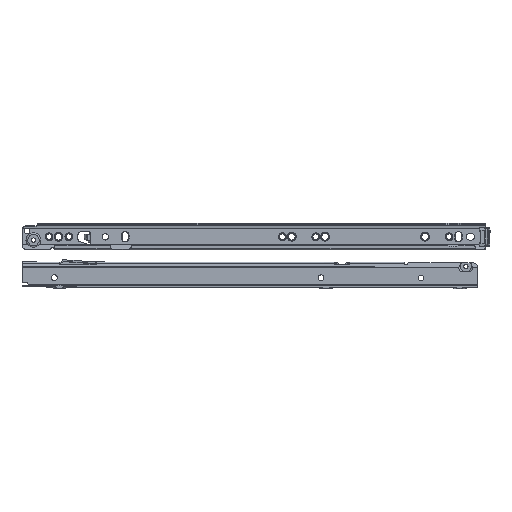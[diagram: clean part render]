
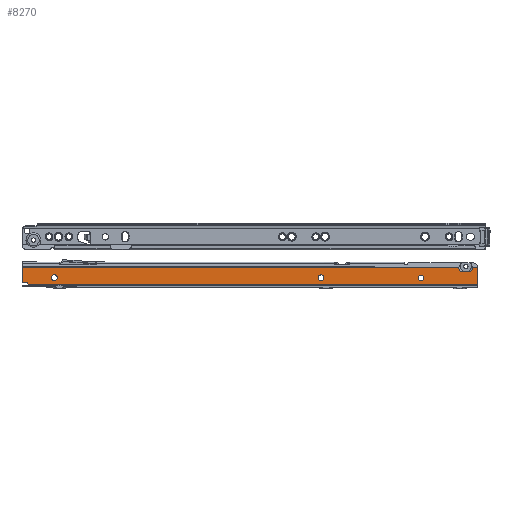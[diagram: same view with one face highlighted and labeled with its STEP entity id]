
A CAD part, top view. The second image highlights one B-rep face of the part: STEP entity #8270.
In plain terms, the highlighted planar face has unit normal (0, 0, 1).
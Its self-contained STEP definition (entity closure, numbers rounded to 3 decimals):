
#988 = EDGE_CURVE ( 'NONE', #7384, #3988, #4019, .T. ) ;
#1521 = DIRECTION ( 'NONE',  ( 0., 0., 1. ) ) ;
#1554 = ORIENTED_EDGE ( 'NONE', *, *, #3274, .T. ) ;
#2096 = EDGE_CURVE ( 'NONE', #22645, #7384, #21642, .T. ) ;
#2165 = VERTEX_POINT ( 'NONE', #22138 ) ;
#2297 = DIRECTION ( 'NONE',  ( -1., 0., 0. ) ) ;
#2629 = DIRECTION ( 'NONE',  ( 0., -1., 0. ) ) ;
#2862 = DIRECTION ( 'NONE',  ( -1., 0., 0. ) ) ;
#2961 = VECTOR ( 'NONE', #13529, 1000. ) ;
#3117 = VECTOR ( 'NONE', #19693, 1000. ) ;
#3274 = EDGE_CURVE ( 'NONE', #6316, #4316, #9205, .T. ) ;
#3402 = CARTESIAN_POINT ( 'NONE',  ( 0., 17.607, 0.23 ) ) ;
#3423 = EDGE_LOOP ( 'NONE', ( #4932, #17766 ) ) ;
#3517 = CARTESIAN_POINT ( 'NONE',  ( 430.875, 13.5, 0.23 ) ) ;
#3558 = DIRECTION ( 'NONE',  ( 0., 0., -1. ) ) ;
#3610 = ORIENTED_EDGE ( 'NONE', *, *, #9872, .T. ) ;
#3988 = VERTEX_POINT ( 'NONE', #3402 ) ;
#4009 = CARTESIAN_POINT ( 'NONE',  ( 0., 2.94, 0.23 ) ) ;
#4019 = LINE ( 'NONE', #10518, #14864 ) ;
#4135 = CARTESIAN_POINT ( 'NONE',  ( 31., 7.5, 0.23 ) ) ;
#4176 = ORIENTED_EDGE ( 'NONE', *, *, #10722, .T. ) ;
#4316 = VERTEX_POINT ( 'NONE', #17107 ) ;
#4342 = CARTESIAN_POINT ( 'NONE',  ( 426., 18.5, 0.23 ) ) ;
#4834 = VECTOR ( 'NONE', #17228, 1000. ) ;
#4932 = ORIENTED_EDGE ( 'NONE', *, *, #17605, .T. ) ;
#5253 = ORIENTED_EDGE ( 'NONE', *, *, #15371, .F. ) ;
#5383 = EDGE_CURVE ( 'NONE', #3988, #21383, #18717, .T. ) ;
#5762 = CARTESIAN_POINT ( 'NONE',  ( 287., 7.5, 0.23 ) ) ;
#5865 = DIRECTION ( 'NONE',  ( 0., 1., 0. ) ) ;
#6020 = VECTOR ( 'NONE', #18501, 1000. ) ;
#6264 = CIRCLE ( 'NONE', #21425, 2.75 ) ;
#6316 = VERTEX_POINT ( 'NONE', #14842 ) ;
#6943 = EDGE_CURVE ( 'NONE', #21219, #16089, #6264, .T. ) ;
#6978 = CARTESIAN_POINT ( 'NONE',  ( 289.75, 7.5, 0.23 ) ) ;
#7158 = DIRECTION ( 'NONE',  ( -1., 0., 0. ) ) ;
#7193 = CARTESIAN_POINT ( 'NONE',  ( 33.75, 7.5, 0.23 ) ) ;
#7342 = CARTESIAN_POINT ( 'NONE',  ( 383., 7.5, 0.23 ) ) ;
#7384 = VERTEX_POINT ( 'NONE', #14417 ) ;
#7608 = FACE_BOUND ( 'NONE', #3423, .T. ) ;
#7736 = DIRECTION ( 'NONE',  ( 0., 0., -1. ) ) ;
#8029 = CARTESIAN_POINT ( 'NONE',  ( 426., 18.5, 0.23 ) ) ;
#8251 = EDGE_CURVE ( 'NONE', #9545, #21383, #21965, .T. ) ;
#8270 = ADVANCED_FACE ( 'NONE', ( #23947, #25656, #7608, #12098 ), #20106, .F. ) ;
#8563 = EDGE_CURVE ( 'NONE', #23960, #25365, #11908, .T. ) ;
#9205 = LINE ( 'NONE', #14732, #4834 ) ;
#9522 = CARTESIAN_POINT ( 'NONE',  ( 5.674, 1.3, 0.23 ) ) ;
#9545 = VERTEX_POINT ( 'NONE', #18792 ) ;
#9631 = DIRECTION ( 'NONE',  ( -1., 0., 0. ) ) ;
#9793 = AXIS2_PLACEMENT_3D ( 'NONE', #17424, #17174, #7158 ) ;
#9851 = DIRECTION ( 'NONE',  ( 0., 0., -1. ) ) ;
#9872 = EDGE_CURVE ( 'NONE', #16533, #22645, #12452, .T. ) ;
#9899 = EDGE_LOOP ( 'NONE', ( #24448, #18754 ) ) ;
#10250 = CARTESIAN_POINT ( 'NONE',  ( 383., 7.5, 0.23 ) ) ;
#10482 = ORIENTED_EDGE ( 'NONE', *, *, #21404, .T. ) ;
#10518 = CARTESIAN_POINT ( 'NONE',  ( 0., 17.607, 0.23 ) ) ;
#10722 = EDGE_CURVE ( 'NONE', #23795, #6316, #11803, .T. ) ;
#10989 = AXIS2_PLACEMENT_3D ( 'NONE', #11573, #9851, #5865 ) ;
#11108 = ORIENTED_EDGE ( 'NONE', *, *, #988, .T. ) ;
#11573 = CARTESIAN_POINT ( 'NONE',  ( 0., -12.66, 0.23 ) ) ;
#11606 = DIRECTION ( 'NONE',  ( 0., 0., -1. ) ) ;
#11803 = LINE ( 'NONE', #25873, #3117 ) ;
#11908 = CIRCLE ( 'NONE', #9793, 2.75 ) ;
#12098 = FACE_BOUND ( 'NONE', #9899, .T. ) ;
#12316 = EDGE_CURVE ( 'NONE', #4316, #16533, #13297, .T. ) ;
#12452 = LINE ( 'NONE', #17043, #6020 ) ;
#12727 = CARTESIAN_POINT ( 'NONE',  ( 0., 2.94, 0.23 ) ) ;
#13172 = CARTESIAN_POINT ( 'NONE',  ( 284.25, 7.5, 0.23 ) ) ;
#13297 = CIRCLE ( 'NONE', #14588, 6.983 ) ;
#13529 = DIRECTION ( 'NONE',  ( -1., 0., 0. ) ) ;
#13833 = EDGE_LOOP ( 'NONE', ( #23793, #10482 ) ) ;
#13974 = CARTESIAN_POINT ( 'NONE',  ( 31., 7.5, 0.23 ) ) ;
#14019 = ORIENTED_EDGE ( 'NONE', *, *, #8251, .F. ) ;
#14131 = EDGE_LOOP ( 'NONE', ( #21552, #5253, #4176, #1554, #14385, #3610, #20998, #11108, #14976, #14019 ) ) ;
#14233 = CARTESIAN_POINT ( 'NONE',  ( 421.125, 13.5, 0.23 ) ) ;
#14264 = AXIS2_PLACEMENT_3D ( 'NONE', #7342, #25390, #19201 ) ;
#14369 = CARTESIAN_POINT ( 'NONE',  ( 437., 1.3, 0.23 ) ) ;
#14385 = ORIENTED_EDGE ( 'NONE', *, *, #12316, .T. ) ;
#14417 = CARTESIAN_POINT ( 'NONE',  ( 419.074, 17.607, 0.23 ) ) ;
#14505 = CARTESIAN_POINT ( 'NONE',  ( 0., -12.66, 0.23 ) ) ;
#14564 = DIRECTION ( 'NONE',  ( 0., 0., -1. ) ) ;
#14588 = AXIS2_PLACEMENT_3D ( 'NONE', #4342, #20698, #2629 ) ;
#14649 = AXIS2_PLACEMENT_3D ( 'NONE', #19715, #1521, #19089 ) ;
#14732 = CARTESIAN_POINT ( 'NONE',  ( 0., 17.607, 0.23 ) ) ;
#14842 = CARTESIAN_POINT ( 'NONE',  ( 437., 17.607, 0.23 ) ) ;
#14864 = VECTOR ( 'NONE', #22367, 1000. ) ;
#14976 = ORIENTED_EDGE ( 'NONE', *, *, #5383, .T. ) ;
#15145 = CARTESIAN_POINT ( 'NONE',  ( 437., 1.3, 0.23 ) ) ;
#15371 = EDGE_CURVE ( 'NONE', #23795, #18567, #20927, .T. ) ;
#15837 = CIRCLE ( 'NONE', #20459, 2.75 ) ;
#16089 = VERTEX_POINT ( 'NONE', #17167 ) ;
#16533 = VERTEX_POINT ( 'NONE', #3517 ) ;
#17043 = CARTESIAN_POINT ( 'NONE',  ( 433., 13.5, 0.23 ) ) ;
#17107 = CARTESIAN_POINT ( 'NONE',  ( 432.926, 17.607, 0.23 ) ) ;
#17167 = CARTESIAN_POINT ( 'NONE',  ( 385.75, 7.5, 0.23 ) ) ;
#17174 = DIRECTION ( 'NONE',  ( 0., 0., -1. ) ) ;
#17228 = DIRECTION ( 'NONE',  ( -1., 0., 0. ) ) ;
#17245 = EDGE_CURVE ( 'NONE', #2165, #24733, #23615, .T. ) ;
#17424 = CARTESIAN_POINT ( 'NONE',  ( 287., 7.5, 0.23 ) ) ;
#17605 = EDGE_CURVE ( 'NONE', #25365, #23960, #19478, .T. ) ;
#17766 = ORIENTED_EDGE ( 'NONE', *, *, #8563, .T. ) ;
#18501 = DIRECTION ( 'NONE',  ( -1., 0., 0. ) ) ;
#18567 = VERTEX_POINT ( 'NONE', #9522 ) ;
#18717 = LINE ( 'NONE', #14505, #20902 ) ;
#18754 = ORIENTED_EDGE ( 'NONE', *, *, #24354, .T. ) ;
#18792 = CARTESIAN_POINT ( 'NONE',  ( 3., 2.94, 0.23 ) ) ;
#18994 = EDGE_CURVE ( 'NONE', #18567, #9545, #19281, .T. ) ;
#19089 = DIRECTION ( 'NONE',  ( 0., -1., 0. ) ) ;
#19201 = DIRECTION ( 'NONE',  ( -1., 0., 0. ) ) ;
#19281 = CIRCLE ( 'NONE', #14649, 3. ) ;
#19478 = CIRCLE ( 'NONE', #24979, 2.75 ) ;
#19693 = DIRECTION ( 'NONE',  ( 0., 1., 0. ) ) ;
#19715 = CARTESIAN_POINT ( 'NONE',  ( 3., -0.06, 0.23 ) ) ;
#19744 = CIRCLE ( 'NONE', #14264, 2.75 ) ;
#20106 = PLANE ( 'NONE',  #10989 ) ;
#20459 = AXIS2_PLACEMENT_3D ( 'NONE', #4135, #14564, #2297 ) ;
#20698 = DIRECTION ( 'NONE',  ( 0., 0., -1. ) ) ;
#20902 = VECTOR ( 'NONE', #24920, 1000. ) ;
#20927 = LINE ( 'NONE', #15145, #25698 ) ;
#20998 = ORIENTED_EDGE ( 'NONE', *, *, #2096, .T. ) ;
#21219 = VERTEX_POINT ( 'NONE', #21827 ) ;
#21383 = VERTEX_POINT ( 'NONE', #12727 ) ;
#21404 = EDGE_CURVE ( 'NONE', #24733, #2165, #15837, .T. ) ;
#21425 = AXIS2_PLACEMENT_3D ( 'NONE', #10250, #7736, #25790 ) ;
#21552 = ORIENTED_EDGE ( 'NONE', *, *, #18994, .F. ) ;
#21642 = CIRCLE ( 'NONE', #24162, 6.983 ) ;
#21827 = CARTESIAN_POINT ( 'NONE',  ( 380.25, 7.5, 0.23 ) ) ;
#21872 = DIRECTION ( 'NONE',  ( 0., -1., 0. ) ) ;
#21965 = LINE ( 'NONE', #4009, #2961 ) ;
#22004 = DIRECTION ( 'NONE',  ( 0., 0., -1. ) ) ;
#22027 = DIRECTION ( 'NONE',  ( -1., 0., 0. ) ) ;
#22138 = CARTESIAN_POINT ( 'NONE',  ( 28.25, 7.5, 0.23 ) ) ;
#22367 = DIRECTION ( 'NONE',  ( -1., 0., 0. ) ) ;
#22645 = VERTEX_POINT ( 'NONE', #14233 ) ;
#23615 = CIRCLE ( 'NONE', #24875, 2.75 ) ;
#23793 = ORIENTED_EDGE ( 'NONE', *, *, #17245, .T. ) ;
#23795 = VERTEX_POINT ( 'NONE', #14369 ) ;
#23947 = FACE_OUTER_BOUND ( 'NONE', #14131, .T. ) ;
#23960 = VERTEX_POINT ( 'NONE', #6978 ) ;
#24162 = AXIS2_PLACEMENT_3D ( 'NONE', #8029, #22004, #21872 ) ;
#24354 = EDGE_CURVE ( 'NONE', #16089, #21219, #19744, .T. ) ;
#24448 = ORIENTED_EDGE ( 'NONE', *, *, #6943, .T. ) ;
#24733 = VERTEX_POINT ( 'NONE', #7193 ) ;
#24875 = AXIS2_PLACEMENT_3D ( 'NONE', #13974, #3558, #22027 ) ;
#24920 = DIRECTION ( 'NONE',  ( 0., -1., 0. ) ) ;
#24979 = AXIS2_PLACEMENT_3D ( 'NONE', #5762, #11606, #9631 ) ;
#25365 = VERTEX_POINT ( 'NONE', #13172 ) ;
#25390 = DIRECTION ( 'NONE',  ( 0., 0., -1. ) ) ;
#25656 = FACE_BOUND ( 'NONE', #13833, .T. ) ;
#25698 = VECTOR ( 'NONE', #2862, 1000. ) ;
#25790 = DIRECTION ( 'NONE',  ( -1., 0., 0. ) ) ;
#25873 = CARTESIAN_POINT ( 'NONE',  ( 437., 30.34, 0.23 ) ) ;
